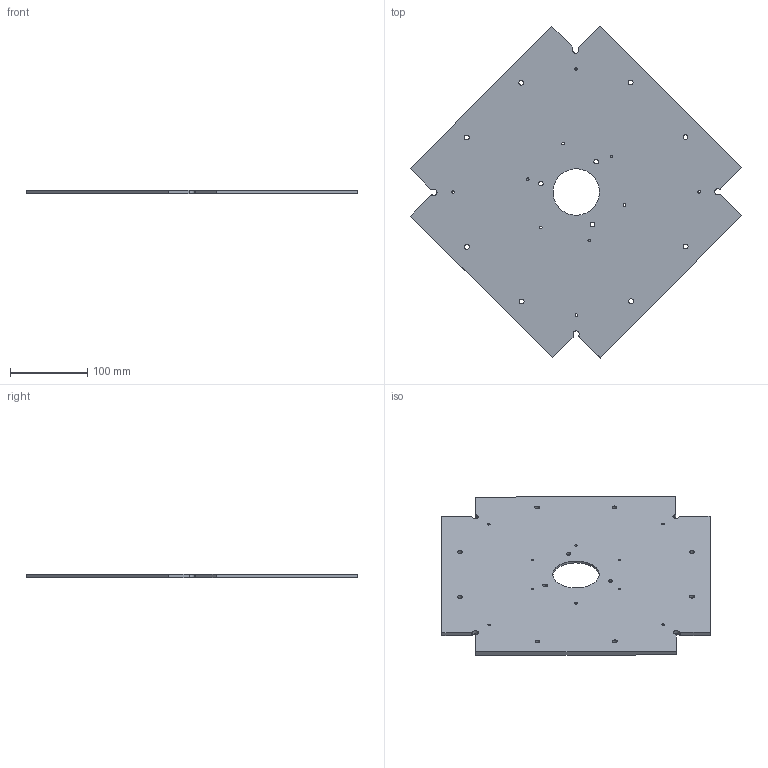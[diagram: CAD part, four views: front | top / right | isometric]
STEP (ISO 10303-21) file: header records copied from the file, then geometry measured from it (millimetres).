
FILE_DESCRIPTION(/* description */ (''),/* implementation_level */ '2;1');
FILE_NAME(/* name */ 'Holder LRS50_v03.stp',/* time_stamp */ '2022-05-30T13:16:57-03:00',/* author */ ('santiago'),/* organization */ (''),/* preprocessor_version */ 'ST-DEVELOPER v18.1',/* originating_system */ 'Autodesk Inventor 2022',/* authorisation */ '');
FILE_SCHEMA (('AUTOMOTIVE_DESIGN { 1 0 10303 214 3 1 1 }'));
Length unit declared in the file: millimetre
Products named in the file (1): Holder LRS50_v03
Bounding box: 428.97 x 429.21 x 5 mm (x, y, z)
Volume: 532710.5 mm3; surface area: 228981.2 mm2
Topology: 1 solids, 1 shells, 64 faces, 174 edges, 116 vertices
Faces by surface type: cylinder 37, plane 27
Full cylindrical faces by diameter (mm): 3.3 x10, 6 x3, 6.3 x8, 60 x1
Entity records: 2193 total; most frequent: DIRECTION 378, CARTESIAN_POINT 358, ORIENTED_EDGE 348, EDGE_CURVE 174, AXIS2_PLACEMENT_3D 139, VERTEX_POINT 116, EDGE_LOOP 106, LINE 100
